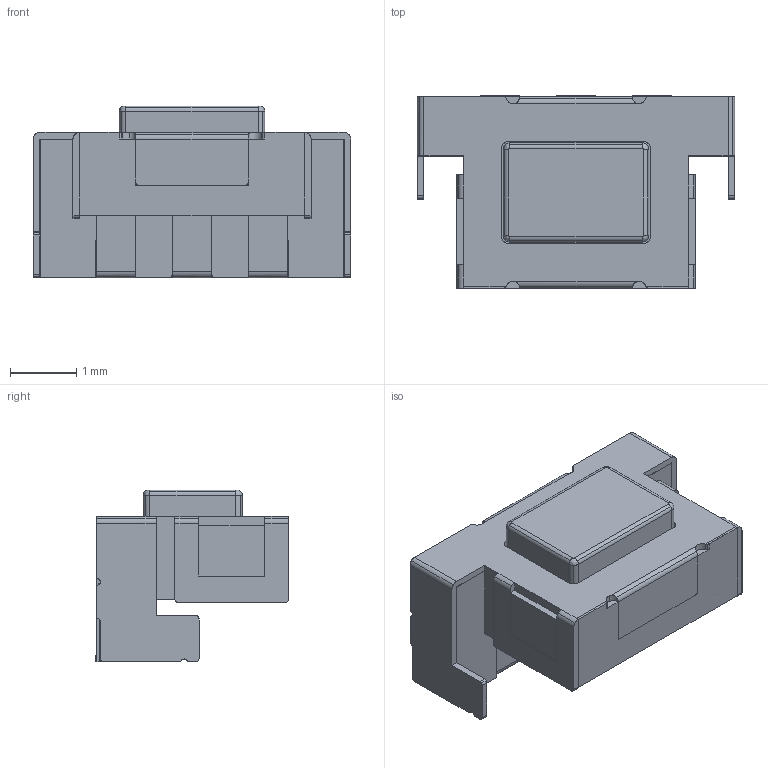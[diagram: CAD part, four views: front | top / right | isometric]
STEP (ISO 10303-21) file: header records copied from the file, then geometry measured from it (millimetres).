
FILE_DESCRIPTION (( 'STEP AP214' ), '1' );
FILE_NAME ('TL4105AF160QG.STEP', '2018-11-21T13:28:52', ( '' ), ( '' ), 'SwSTEP 2.0', 'SolidWorks 2018', '' );
FILE_SCHEMA (( 'AUTOMOTIVE_DESIGN' ));
Length unit declared in the file: millimetre
Products named in the file (1): TL4105AF160QG
Bounding box: 4.8 x 2.92 x 2.6 mm (x, y, z)
Surface area: 103.7 mm2 (no closed solid volume)
Topology: 0 solids, 30 shells, 347 faces, 1031 edges, 698 vertices
Faces by surface type: plane 217, cylinder 118, bspline 12
Entity records: 14753 total; most frequent: CARTESIAN_POINT 4709, ORIENTED_EDGE 1872, EDGE_CURVE 1031, DIRECTION 903, B_SPLINE_CURVE_WITH_KNOTS 800, VERTEX_POINT 698, EDGE_LOOP 355, FACE_OUTER_BOUND 347
